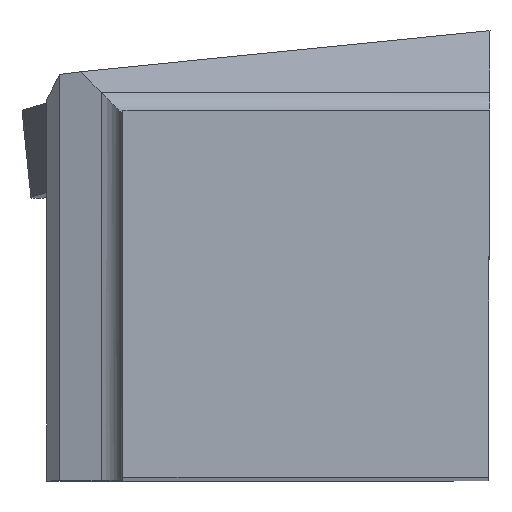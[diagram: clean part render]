
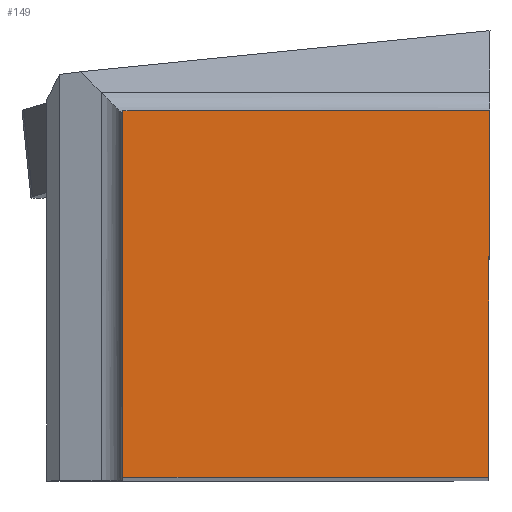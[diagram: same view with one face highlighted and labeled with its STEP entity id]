
A CAD part, top view. The second image highlights one B-rep face of the part: STEP entity #149.
In plain terms, the highlighted planar face has unit normal (0, 0, 1).
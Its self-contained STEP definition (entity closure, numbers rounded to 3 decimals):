
#119=FACE_OUTER_BOUND('',#337,.T.);
#149=ADVANCED_FACE('SHANK_FACE_BACK',(#119),#177,.F.);
#177=PLANE('',#746);
#216=LINE('',#1056,#276);
#226=LINE('',#1079,#286);
#234=LINE('',#1094,#294);
#235=LINE('',#1096,#295);
#276=VECTOR('',#852,1.);
#286=VECTOR('',#868,1.);
#294=VECTOR('',#884,1.);
#295=VECTOR('',#885,1.);
#337=EDGE_LOOP('',(#444,#445,#446,#447));
#444=ORIENTED_EDGE('',*,*,#619,.F.);
#445=ORIENTED_EDGE('',*,*,#599,.T.);
#446=ORIENTED_EDGE('',*,*,#611,.T.);
#447=ORIENTED_EDGE('',*,*,#620,.F.);
#539=VERTEX_POINT('',#1055);
#540=VERTEX_POINT('',#1057);
#549=VERTEX_POINT('',#1078);
#553=VERTEX_POINT('',#1095);
#599=EDGE_CURVE('',#540,#539,#216,.T.);
#611=EDGE_CURVE('',#539,#549,#226,.T.);
#619=EDGE_CURVE('',#540,#553,#234,.T.);
#620=EDGE_CURVE('',#553,#549,#235,.T.);
#746=AXIS2_PLACEMENT_3D('',#1097,#886,#887);
#852=DIRECTION('',(1.,0.,0.));
#868=DIRECTION('',(0.004,1.,0.));
#884=DIRECTION('',(0.,1.,0.));
#885=DIRECTION('',(1.,0.,0.));
#886=DIRECTION('',(0.,0.,-1.));
#887=DIRECTION('',(-0.995,-0.103,0.));
#1055=CARTESIAN_POINT('',(-0.087,0.,0.));
#1056=CARTESIAN_POINT('',(-27.991,0.,0.));
#1057=CARTESIAN_POINT('',(-19.875,0.,0.));
#1078=CARTESIAN_POINT('',(0.,19.875,0.));
#1079=CARTESIAN_POINT('',(-0.689,-137.944,0.));
#1094=CARTESIAN_POINT('',(-19.875,-6.494,0.));
#1095=CARTESIAN_POINT('',(-19.875,19.875,0.));
#1096=CARTESIAN_POINT('',(-27.991,19.875,0.));
#1097=CARTESIAN_POINT('',(0.,0.,0.));
